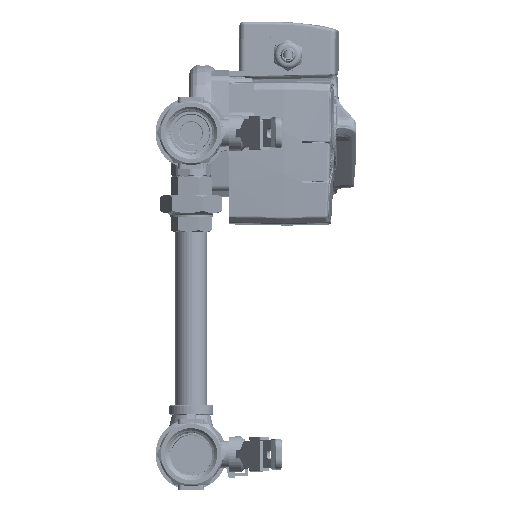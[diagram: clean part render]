
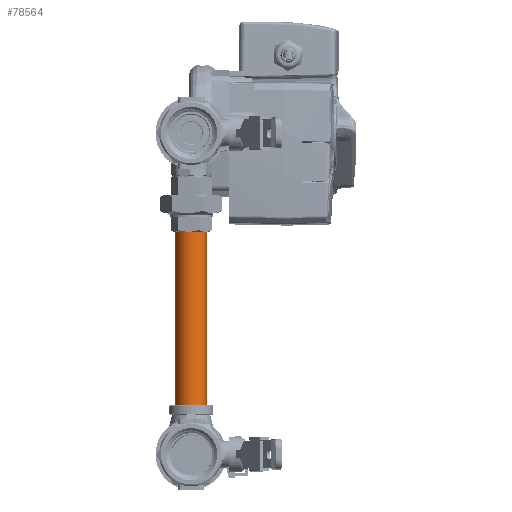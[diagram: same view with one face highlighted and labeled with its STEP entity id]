
A CAD part, top view. The second image highlights one B-rep face of the part: STEP entity #78564.
In plain terms, the highlighted cylindrical face has radius 11 mm (diameter 22 mm), a full revolution.
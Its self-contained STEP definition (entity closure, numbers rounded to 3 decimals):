
#78564 = ADVANCED_FACE('',(#78565),#78591,.T.);
#78565 = FACE_BOUND('',#78566,.T.);
#78566 = EDGE_LOOP('',(#78567,#78576,#78583,#78590));
#78567 = ORIENTED_EDGE('',*,*,#78568,.F.);
#78568 = EDGE_CURVE('',#78569,#78569,#78571,.T.);
#78569 = VERTEX_POINT('',#78570);
#78570 = CARTESIAN_POINT('',(32.109,-146.97,
    -43.121));
#78571 = CIRCLE('',#78572,11.);
#78572 = AXIS2_PLACEMENT_3D('',#78573,#78574,#78575);
#78573 = CARTESIAN_POINT('',(30.896,-146.97,
    -32.188));
#78574 = DIRECTION('',(0.,-1.,0.));
#78575 = DIRECTION('',(0.11,0.,-0.994));
#78576 = ORIENTED_EDGE('',*,*,#78577,.T.);
#78577 = EDGE_CURVE('',#78569,#78578,#78580,.T.);
#78578 = VERTEX_POINT('',#78579);
#78579 = CARTESIAN_POINT('',(32.109,-26.97,
    -43.121));
#78580 = B_SPLINE_CURVE_WITH_KNOTS('',1,(#78581,#78582),.UNSPECIFIED.,
  .F.,.F.,(2,2),(15.,135.),.PIECEWISE_BEZIER_KNOTS.);
#78581 = CARTESIAN_POINT('',(32.109,-146.97,
    -43.121));
#78582 = CARTESIAN_POINT('',(32.109,-26.97,
    -43.121));
#78583 = ORIENTED_EDGE('',*,*,#78584,.T.);
#78584 = EDGE_CURVE('',#78578,#78578,#78585,.T.);
#78585 = CIRCLE('',#78586,11.);
#78586 = AXIS2_PLACEMENT_3D('',#78587,#78588,#78589);
#78587 = CARTESIAN_POINT('',(30.896,-26.97,
    -32.188));
#78588 = DIRECTION('',(0.,-1.,0.));
#78589 = DIRECTION('',(0.11,0.,-0.994));
#78590 = ORIENTED_EDGE('',*,*,#78577,.F.);
#78591 = CYLINDRICAL_SURFACE('',#78592,11.);
#78592 = AXIS2_PLACEMENT_3D('',#78593,#78594,#78595);
#78593 = CARTESIAN_POINT('',(30.896,-161.97,
    -32.188));
#78594 = DIRECTION('',(0.,1.,-0.));
#78595 = DIRECTION('',(-0.11,0.,0.994));
